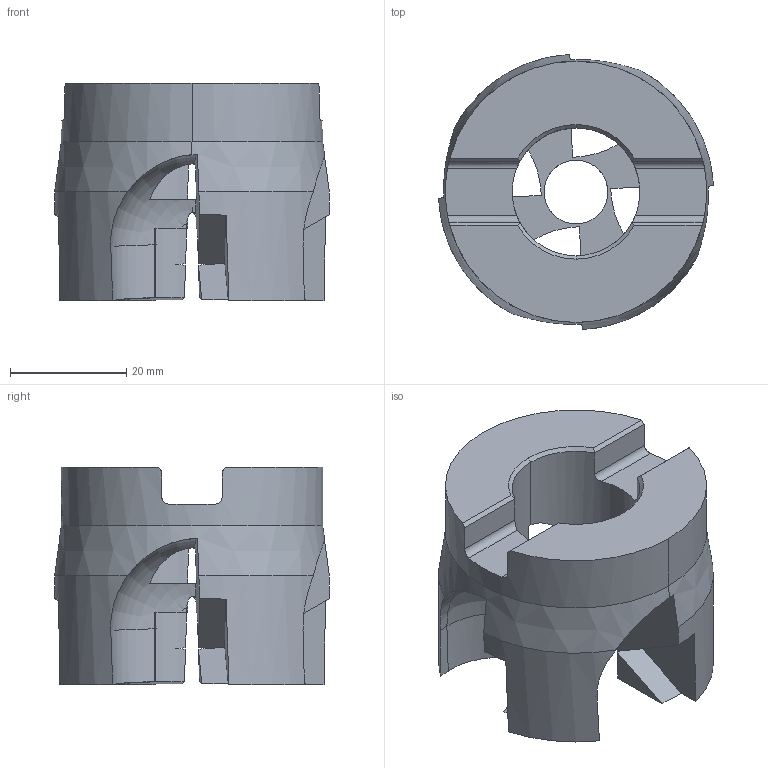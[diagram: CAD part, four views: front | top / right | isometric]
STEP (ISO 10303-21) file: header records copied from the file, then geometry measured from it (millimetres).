
FILE_DESCRIPTION(('no description'),'unknown implementation level');
FILE_NAME('solidqTv5_poEqB9OgNIcs1obNKfhWc4_1.STP',' ',('CIM GmbH Aachen'),('CADClick - KiM GmbH - www.kimweb.de'),'unknown preprocess','ACIS','unknown authorization');
FILE_SCHEMA(('automotive_design'));
Length unit declared in the file: millimetre
Products named in the file (1): 1
Bounding box: 47.32 x 47.32 x 37.38 mm (x, y, z)
Volume: 30550.3 mm3; surface area: 11454.2 mm2
Topology: 1 solids, 1 shells, 102 faces, 315 edges, 206 vertices
Faces by surface type: plane 54, cylinder 34, cone 10, torus 4
Entity records: 7993 total; most frequent: CARTESIAN_POINT 1785, ORIENTED_EDGE 630, STYLED_ITEM 624, PRESENTATION_STYLE_ASSIGNMENT 624, COLOUR_RGB 624, DIRECTION 569, EDGE_CURVE 315, CURVE_STYLE 315
